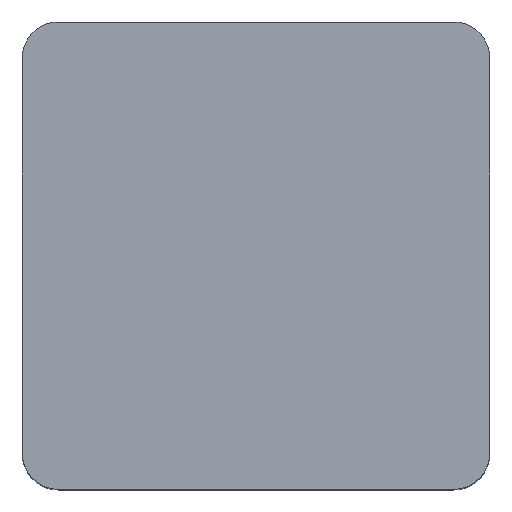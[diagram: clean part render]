
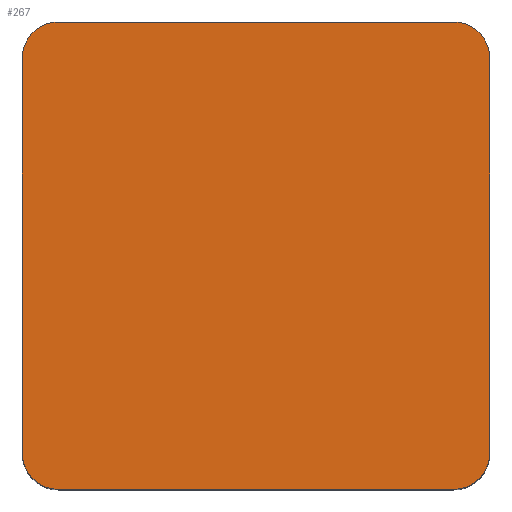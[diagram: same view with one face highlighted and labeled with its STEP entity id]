
A CAD part, top view. The second image highlights one B-rep face of the part: STEP entity #267.
In plain terms, the highlighted planar face has unit normal (0, 0, 1).
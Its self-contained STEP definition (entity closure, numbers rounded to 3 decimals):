
#13=DIRECTION('',(0.,0.,1.));
#27=DIRECTION('',(1.,0.,0.));
#31=DIRECTION('',(-1.,0.,0.));
#47=DIRECTION('',(0.,0.,-1.));
#63=VECTOR('',#27,1.);
#71=DIRECTION('',(0.,0.,1.));
#72=DIRECTION('',(0.,-1.,0.));
#79=VECTOR('',#80,1.);
#80=DIRECTION('',(0.,1.,0.));
#94=VECTOR('',#31,1.);
#108=VECTOR('',#72,1.);
#132=VERTEX_POINT('',#133);
#133=CARTESIAN_POINT('',(-0.695,7.745,7.97));
#137=EDGE_CURVE('',#132,#138,#140,.T.);
#138=VERTEX_POINT('',#139);
#139=CARTESIAN_POINT('',(7.045,7.745,7.97));
#140=LINE('',#141,#63);
#141=CARTESIAN_POINT('',(-1.395,7.745,7.97));
#152=VERTEX_POINT('',#153);
#153=CARTESIAN_POINT('',(-1.395,7.045,7.97));
#156=EDGE_CURVE('',#132,#152,#157,.T.);
#157=CIRCLE('',#158,0.7);
#158=AXIS2_PLACEMENT_3D('',#159,#71,#72);
#159=CARTESIAN_POINT('',(-0.695,7.045,7.97));
#169=VERTEX_POINT('',#170);
#170=CARTESIAN_POINT('',(7.745,7.045,7.97));
#172=ORIENTED_EDGE('',*,*,#173,.F.);
#173=EDGE_CURVE('',#138,#169,#174,.T.);
#174=CIRCLE('',#175,0.7);
#175=AXIS2_PLACEMENT_3D('',#176,#47,#72);
#176=CARTESIAN_POINT('',(7.045,7.045,7.97));
#184=VERTEX_POINT('',#185);
#185=CARTESIAN_POINT('',(-1.395,-0.695,7.97));
#188=EDGE_CURVE('',#184,#152,#189,.T.);
#189=LINE('',#190,#79);
#190=CARTESIAN_POINT('',(-1.395,-1.395,7.97));
#198=EDGE_CURVE('',#169,#199,#201,.T.);
#199=VERTEX_POINT('',#200);
#200=CARTESIAN_POINT('',(7.745,-0.695,7.97));
#201=LINE('',#202,#108);
#202=CARTESIAN_POINT('',(7.745,7.745,7.97));
#212=ORIENTED_EDGE('',*,*,#213,.F.);
#213=EDGE_CURVE('',#214,#184,#216,.T.);
#214=VERTEX_POINT('',#215);
#215=CARTESIAN_POINT('',(-0.695,-1.395,7.97));
#216=CIRCLE('',#217,0.7);
#217=AXIS2_PLACEMENT_3D('',#218,#47,#72);
#218=CARTESIAN_POINT('',(-0.695,-0.695,7.97));
#230=VERTEX_POINT('',#231);
#231=CARTESIAN_POINT('',(7.045,-1.395,7.97));
#233=ORIENTED_EDGE('',*,*,#234,.F.);
#234=EDGE_CURVE('',#199,#230,#235,.T.);
#235=CIRCLE('',#236,0.7);
#236=AXIS2_PLACEMENT_3D('',#237,#47,#72);
#237=CARTESIAN_POINT('',(7.045,-0.695,7.97));
#244=EDGE_CURVE('',#230,#214,#245,.T.);
#245=LINE('',#246,#94);
#246=CARTESIAN_POINT('',(7.745,-1.395,7.97));
#267=ADVANCED_FACE('',(#268),#275,.T.);
#268=FACE_BOUND('',#269,.T.);
#269=EDGE_LOOP('',(#270,#271,#272,#212,#273,#233,#274,#172));
#270=ORIENTED_EDGE('',*,*,#137,.F.);
#271=ORIENTED_EDGE('',*,*,#156,.T.);
#272=ORIENTED_EDGE('',*,*,#188,.F.);
#273=ORIENTED_EDGE('',*,*,#244,.F.);
#274=ORIENTED_EDGE('',*,*,#198,.F.);
#275=PLANE('',#276);
#276=AXIS2_PLACEMENT_3D('',#141,#13,#27);
